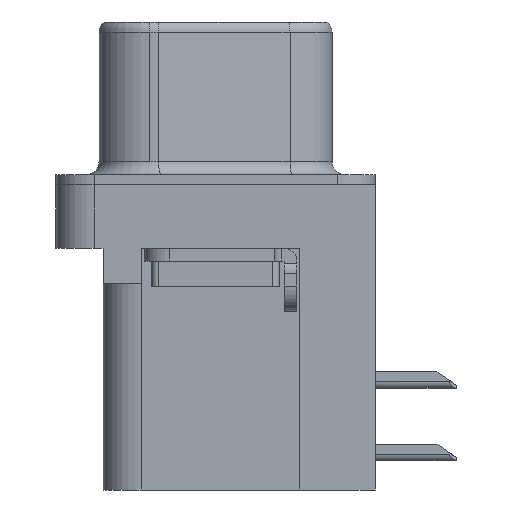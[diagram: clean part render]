
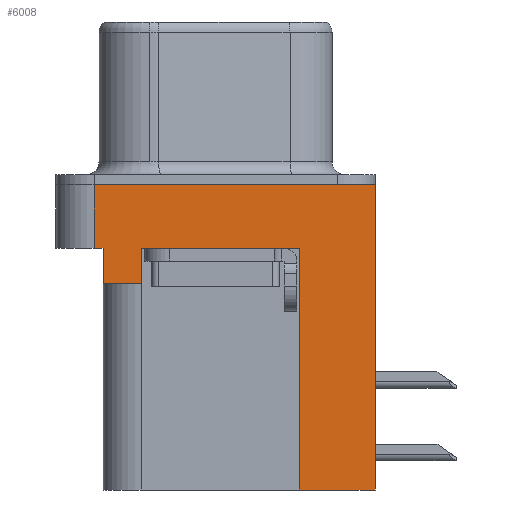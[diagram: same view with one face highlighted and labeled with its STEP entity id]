
A CAD part, left-side view. The second image highlights one B-rep face of the part: STEP entity #6008.
In plain terms, the highlighted planar face has unit normal (-1, 0, 0).
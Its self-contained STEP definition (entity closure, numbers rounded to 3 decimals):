
#87 = DIRECTION ( 'NONE',  ( -1., 0., 0. ) ) ;
#153 = CARTESIAN_POINT ( 'NONE',  ( -2.935, -6.275, 0. ) ) ;
#527 = FACE_OUTER_BOUND ( 'NONE', #8843, .T. ) ;
#868 = ORIENTED_EDGE ( 'NONE', *, *, #18169, .F. ) ;
#1165 = VERTEX_POINT ( 'NONE', #9590 ) ;
#1610 = VECTOR ( 'NONE', #18551, 1000. ) ;
#1653 = LINE ( 'NONE', #17296, #1610 ) ;
#1818 = ORIENTED_EDGE ( 'NONE', *, *, #18145, .F. ) ;
#2170 = LINE ( 'NONE', #11713, #2183 ) ;
#2183 = VECTOR ( 'NONE', #18420, 1000. ) ;
#2495 = ORIENTED_EDGE ( 'NONE', *, *, #18847, .T. ) ;
#2572 = CARTESIAN_POINT ( 'NONE',  ( -2.935, 4.775, 0. ) ) ;
#3533 = CARTESIAN_POINT ( 'NONE',  ( -2.935, -3.295, -12. ) ) ;
#3543 = LINE ( 'NONE', #3533, #3587 ) ;
#3587 = VECTOR ( 'NONE', #13921, 1000. ) ;
#4253 = VERTEX_POINT ( 'NONE', #16542 ) ;
#4505 = CARTESIAN_POINT ( 'NONE',  ( -2.935, 4.775, -2.5 ) ) ;
#4951 = VERTEX_POINT ( 'NONE', #4505 ) ;
#5131 = VERTEX_POINT ( 'NONE', #153 ) ;
#5242 = LINE ( 'NONE', #18522, #5412 ) ;
#5261 = CARTESIAN_POINT ( 'NONE',  ( -2.935, 4.425, -3.9 ) ) ;
#5412 = VECTOR ( 'NONE', #8906, 1000. ) ;
#6008 = ADVANCED_FACE ( 'NONE', ( #527 ), #7952, .T. ) ;
#6783 = VECTOR ( 'NONE', #15793, 1000. ) ;
#6909 = VECTOR ( 'NONE', #6967, 1000. ) ;
#6967 = DIRECTION ( 'NONE',  ( 0., 0., 1. ) ) ;
#6968 = LINE ( 'NONE', #14422, #6783 ) ;
#6987 = LINE ( 'NONE', #7033, #6909 ) ;
#7033 = CARTESIAN_POINT ( 'NONE',  ( -2.935, 4.425, -3.9 ) ) ;
#7155 = ORIENTED_EDGE ( 'NONE', *, *, #7766, .T. ) ;
#7596 = CARTESIAN_POINT ( 'NONE',  ( -2.935, 4.775, -2.5 ) ) ;
#7766 = EDGE_CURVE ( 'NONE', #4253, #1165, #10859, .T. ) ;
#7952 = PLANE ( 'NONE',  #15398 ) ;
#8843 = EDGE_LOOP ( 'NONE', ( #12517, #12138, #17242, #1818, #868, #2495, #7155, #18108, #9914, #13481 ) ) ;
#8906 = DIRECTION ( 'NONE',  ( 0., -1., 0. ) ) ;
#9068 = VERTEX_POINT ( 'NONE', #15822 ) ;
#9542 = CARTESIAN_POINT ( 'NONE',  ( -2.935, -6.275, -2.5 ) ) ;
#9590 = CARTESIAN_POINT ( 'NONE',  ( -2.935, -3.295, -2.5 ) ) ;
#9914 = ORIENTED_EDGE ( 'NONE', *, *, #17627, .F. ) ;
#10593 = VECTOR ( 'NONE', #13006, 1000. ) ;
#10783 = DIRECTION ( 'NONE',  ( 0., 0., 1. ) ) ;
#10837 = DIRECTION ( 'NONE',  ( 0., 1., 0. ) ) ;
#10859 = LINE ( 'NONE', #11635, #10593 ) ;
#11004 = LINE ( 'NONE', #13537, #11068 ) ;
#11020 = DIRECTION ( 'NONE',  ( 0., 0., 1. ) ) ;
#11033 = VECTOR ( 'NONE', #10783, 1000. ) ;
#11068 = VECTOR ( 'NONE', #10837, 1000. ) ;
#11080 = VECTOR ( 'NONE', #18806, 1000. ) ;
#11113 = LINE ( 'NONE', #7596, #11033 ) ;
#11170 = LINE ( 'NONE', #17564, #11080 ) ;
#11635 = CARTESIAN_POINT ( 'NONE',  ( -2.935, -6.275, -2.5 ) ) ;
#11713 = CARTESIAN_POINT ( 'NONE',  ( -2.935, -6.275, -2.5 ) ) ;
#12138 = ORIENTED_EDGE ( 'NONE', *, *, #17608, .F. ) ;
#12288 = CARTESIAN_POINT ( 'NONE',  ( -2.935, -6.275, -12. ) ) ;
#12517 = ORIENTED_EDGE ( 'NONE', *, *, #17604, .F. ) ;
#12722 = VERTEX_POINT ( 'NONE', #2572 ) ;
#13006 = DIRECTION ( 'NONE',  ( 0., -1., 0. ) ) ;
#13046 = VERTEX_POINT ( 'NONE', #13730 ) ;
#13481 = ORIENTED_EDGE ( 'NONE', *, *, #18800, .T. ) ;
#13537 = CARTESIAN_POINT ( 'NONE',  ( -2.935, -3.295, -12. ) ) ;
#13730 = CARTESIAN_POINT ( 'NONE',  ( -2.935, -3.295, -12. ) ) ;
#13921 = DIRECTION ( 'NONE',  ( 0., 0., 1. ) ) ;
#14422 = CARTESIAN_POINT ( 'NONE',  ( -2.935, 4.425, -3.9 ) ) ;
#15398 = AXIS2_PLACEMENT_3D ( 'NONE', #9542, #87, #11020 ) ;
#15699 = VERTEX_POINT ( 'NONE', #12288 ) ;
#15793 = DIRECTION ( 'NONE',  ( 0., 1., 0. ) ) ;
#15822 = CARTESIAN_POINT ( 'NONE',  ( -2.935, 4.425, -2.5 ) ) ;
#16521 = VERTEX_POINT ( 'NONE', #5261 ) ;
#16542 = CARTESIAN_POINT ( 'NONE',  ( -2.935, 2.895, -2.5 ) ) ;
#17242 = ORIENTED_EDGE ( 'NONE', *, *, #18440, .T. ) ;
#17296 = CARTESIAN_POINT ( 'NONE',  ( -2.935, 2.895, -3.9 ) ) ;
#17564 = CARTESIAN_POINT ( 'NONE',  ( -2.935, -6.275, 0. ) ) ;
#17604 = EDGE_CURVE ( 'NONE', #12722, #5131, #11170, .T. ) ;
#17608 = EDGE_CURVE ( 'NONE', #4951, #12722, #11113, .T. ) ;
#17627 = EDGE_CURVE ( 'NONE', #15699, #13046, #11004, .T. ) ;
#18108 = ORIENTED_EDGE ( 'NONE', *, *, #18583, .F. ) ;
#18145 = EDGE_CURVE ( 'NONE', #16521, #9068, #6987, .T. ) ;
#18169 = EDGE_CURVE ( 'NONE', #18329, #16521, #6968, .T. ) ;
#18329 = VERTEX_POINT ( 'NONE', #18643 ) ;
#18420 = DIRECTION ( 'NONE',  ( 0., 0., 1. ) ) ;
#18440 = EDGE_CURVE ( 'NONE', #4951, #9068, #5242, .T. ) ;
#18522 = CARTESIAN_POINT ( 'NONE',  ( -2.935, -6.275, -2.5 ) ) ;
#18551 = DIRECTION ( 'NONE',  ( 0., 0., 1. ) ) ;
#18583 = EDGE_CURVE ( 'NONE', #13046, #1165, #3543, .T. ) ;
#18643 = CARTESIAN_POINT ( 'NONE',  ( -2.935, 2.895, -3.9 ) ) ;
#18800 = EDGE_CURVE ( 'NONE', #15699, #5131, #2170, .T. ) ;
#18806 = DIRECTION ( 'NONE',  ( 0., -1., 0. ) ) ;
#18847 = EDGE_CURVE ( 'NONE', #18329, #4253, #1653, .T. ) ;
